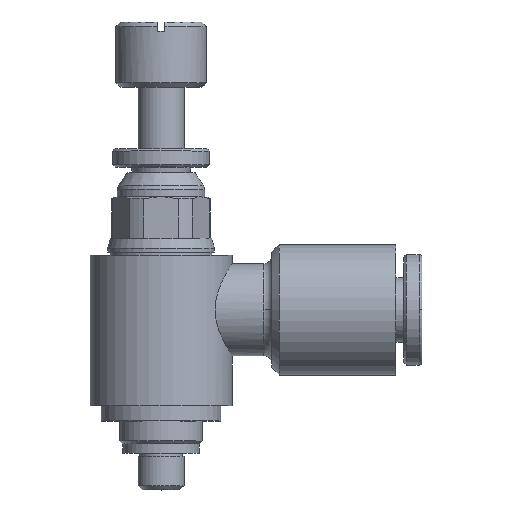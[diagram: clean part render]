
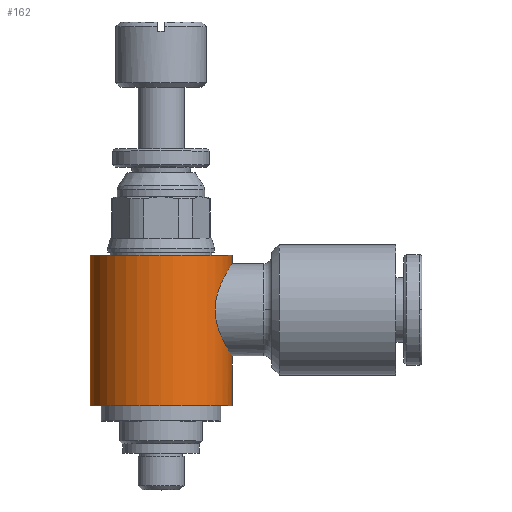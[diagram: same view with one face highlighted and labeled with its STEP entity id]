
A CAD part, top view. The second image highlights one B-rep face of the part: STEP entity #162.
In plain terms, the highlighted cylindrical face has radius 4.625 mm (diameter 9.25 mm), a partial arc.
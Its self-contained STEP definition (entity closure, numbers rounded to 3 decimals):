
#162=ADVANCED_FACE('',(#415),#416,.T.);
#415=FACE_OUTER_BOUND('',#672,.T.);
#416=CYLINDRICAL_SURFACE('',#673,4.625);
#672=EDGE_LOOP('',(#1564,#1565,#1566,#1567,#1568,#1569));
#673=AXIS2_PLACEMENT_3D('',#1570,#1571,#1572);
#1564=ORIENTED_EDGE('',*,*,#1587,.T.);
#1565=ORIENTED_EDGE('',*,*,#1666,.T.);
#1566=ORIENTED_EDGE('',*,*,#1591,.T.);
#1567=ORIENTED_EDGE('',*,*,#1860,.F.);
#1568=ORIENTED_EDGE('',*,*,#1589,.T.);
#1569=ORIENTED_EDGE('',*,*,#1861,.F.);
#1570=CARTESIAN_POINT('',(0.0,4.9,0.0));
#1571=DIRECTION('',(-0.0,1.0,0.0));
#1572=DIRECTION('',(1.0,0.0,0.0));
#1587=EDGE_CURVE('',#1862,#1863,#1864,.T.);
#1589=EDGE_CURVE('',#1867,#1865,#1868,.T.);
#1591=EDGE_CURVE('',#1871,#1869,#1872,.T.);
#1666=EDGE_CURVE('',#1863,#1871,#2012,.T.);
#1860=EDGE_CURVE('',#1867,#1869,#2310,.T.);
#1861=EDGE_CURVE('',#1862,#1865,#2311,.T.);
#1862=VERTEX_POINT('',#2312);
#1863=VERTEX_POINT('',#2313);
#1864=LINE('',#2314,#2315);
#1865=VERTEX_POINT('',#2316);
#1867=VERTEX_POINT('',#2318);
#1868=LINE('',#2319,#2320);
#1869=VERTEX_POINT('',#2321);
#1871=VERTEX_POINT('',#2323);
#1872=LINE('',#2324,#2325);
#2012=B_SPLINE_CURVE_WITH_KNOTS('',3,(#2550,#2551,#2552,#2553,#2554,#2555,#2556,#2557,#2558,#2559,#2560,#2561,#2562,#2563,#2564,#2565,#2566,#2567,#2568,#2569,#2570,#2571,#2572,#2573,#2574,#2575,#2576,#2577,#2578,#2579,#2580,#2581,#2582,#2583),.UNSPECIFIED.,.F.,.F.,(4,2,2,2,2,2,2,2,2,2,2,2,2,2,2,2,4),(4.695,5.279,5.863,6.447,7.031,7.621,8.211,8.8,9.39,9.98,10.569,11.159,11.749,12.333,12.917,13.501,14.085),.UNSPECIFIED.);
#2310=CIRCLE('',#3179,4.625);
#2311=CIRCLE('',#3180,4.625);
#2312=CARTESIAN_POINT('',(4.625,0.0,0.0));
#2313=CARTESIAN_POINT('',(4.625,3.25,0.));
#2314=CARTESIAN_POINT('',(4.625,4.9,0.));
#2315=VECTOR('',#3181,1.0);
#2316=CARTESIAN_POINT('',(-4.625,0.0,0.));
#2318=CARTESIAN_POINT('',(-4.625,9.8,0.));
#2319=CARTESIAN_POINT('',(-4.625,4.9,0.));
#2320=VECTOR('',#3185,1.0);
#2321=CARTESIAN_POINT('',(4.625,9.8,0.0));
#2323=CARTESIAN_POINT('',(4.625,9.25,0.));
#2324=CARTESIAN_POINT('',(4.625,4.9,0.));
#2325=VECTOR('',#3189,1.0);
#2550=CARTESIAN_POINT('',(4.625,3.25,0.));
#2551=CARTESIAN_POINT('',(4.625,3.25,0.195));
#2552=CARTESIAN_POINT('',(4.612,3.269,0.394));
#2553=CARTESIAN_POINT('',(4.562,3.348,0.787));
#2554=CARTESIAN_POINT('',(4.524,3.408,0.981));
#2555=CARTESIAN_POINT('',(4.428,3.563,1.349));
#2556=CARTESIAN_POINT('',(4.37,3.659,1.524));
#2557=CARTESIAN_POINT('',(4.244,3.877,1.845));
#2558=CARTESIAN_POINT('',(4.177,3.999,1.992));
#2559=CARTESIAN_POINT('',(4.042,4.259,2.252));
#2560=CARTESIAN_POINT('',(3.971,4.406,2.375));
#2561=CARTESIAN_POINT('',(3.832,4.728,2.592));
#2562=CARTESIAN_POINT('',(3.765,4.902,2.687));
#2563=CARTESIAN_POINT('',(3.65,5.268,2.842));
#2564=CARTESIAN_POINT('',(3.602,5.461,2.901));
#2565=CARTESIAN_POINT('',(3.537,5.853,2.98));
#2566=CARTESIAN_POINT('',(3.52,6.053,3.0));
#2567=CARTESIAN_POINT('',(3.52,6.447,3.0));
#2568=CARTESIAN_POINT('',(3.537,6.647,2.98));
#2569=CARTESIAN_POINT('',(3.602,7.039,2.901));
#2570=CARTESIAN_POINT('',(3.65,7.232,2.842));
#2571=CARTESIAN_POINT('',(3.765,7.598,2.687));
#2572=CARTESIAN_POINT('',(3.832,7.772,2.592));
#2573=CARTESIAN_POINT('',(3.971,8.094,2.375));
#2574=CARTESIAN_POINT('',(4.042,8.241,2.252));
#2575=CARTESIAN_POINT('',(4.177,8.501,1.992));
#2576=CARTESIAN_POINT('',(4.244,8.623,1.845));
#2577=CARTESIAN_POINT('',(4.37,8.841,1.524));
#2578=CARTESIAN_POINT('',(4.428,8.937,1.349));
#2579=CARTESIAN_POINT('',(4.524,9.092,0.981));
#2580=CARTESIAN_POINT('',(4.562,9.152,0.787));
#2581=CARTESIAN_POINT('',(4.612,9.231,0.394));
#2582=CARTESIAN_POINT('',(4.625,9.25,0.195));
#2583=CARTESIAN_POINT('',(4.625,9.25,0.));
#3179=AXIS2_PLACEMENT_3D('',#3723,#3724,#3725);
#3180=AXIS2_PLACEMENT_3D('',#3726,#3727,#3728);
#3181=DIRECTION('',(0.0,1.0,0.0));
#3185=DIRECTION('',(-0.0,-1.0,-0.0));
#3189=DIRECTION('',(0.0,1.0,0.0));
#3723=CARTESIAN_POINT('',(0.0,9.8,0.0));
#3724=DIRECTION('',(-0.0,1.0,0.0));
#3725=DIRECTION('',(1.0,0.0,0.0));
#3726=CARTESIAN_POINT('',(0.0,0.0,0.0));
#3727=DIRECTION('',(0.0,-1.0,0.0));
#3728=DIRECTION('',(1.0,0.0,0.0));
